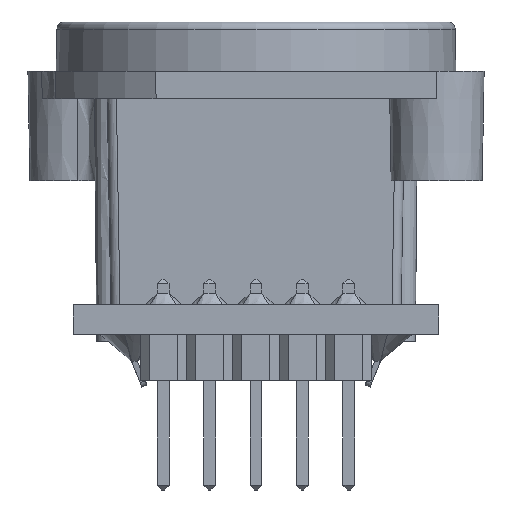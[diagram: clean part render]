
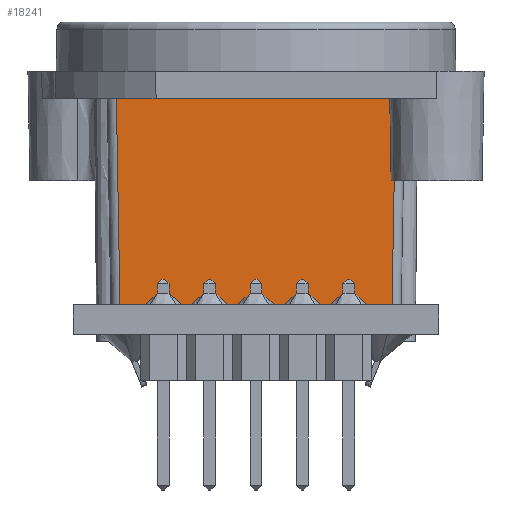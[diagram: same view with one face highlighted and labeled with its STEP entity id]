
A CAD part, front view. The second image highlights one B-rep face of the part: STEP entity #18241.
In plain terms, the highlighted planar face has unit normal (0, -1, -0.018).
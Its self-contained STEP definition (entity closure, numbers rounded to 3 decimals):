
#26=(
BOUNDED_CURVE()
B_SPLINE_CURVE(2,(#30182,#30183,#30184),.UNSPECIFIED.,.F.,.F.)
B_SPLINE_CURVE_WITH_KNOTS((3,3),(0.,0.45),.UNSPECIFIED.)
CURVE()
GEOMETRIC_REPRESENTATION_ITEM()
RATIONAL_B_SPLINE_CURVE((1.,1.,1.))
REPRESENTATION_ITEM('')
);
#27=(
BOUNDED_CURVE()
B_SPLINE_CURVE(2,(#30186,#30187,#30188),.UNSPECIFIED.,.F.,.F.)
B_SPLINE_CURVE_WITH_KNOTS((3,3),(0.029,0.33),
 .UNSPECIFIED.)
CURVE()
GEOMETRIC_REPRESENTATION_ITEM()
RATIONAL_B_SPLINE_CURVE((1.,1.,1.))
REPRESENTATION_ITEM('')
);
#28=(
BOUNDED_CURVE()
B_SPLINE_CURVE(2,(#30191,#30192,#30193),.UNSPECIFIED.,.F.,.F.)
B_SPLINE_CURVE_WITH_KNOTS((3,3),(0.029,0.33),
 .UNSPECIFIED.)
CURVE()
GEOMETRIC_REPRESENTATION_ITEM()
RATIONAL_B_SPLINE_CURVE((1.,1.,1.))
REPRESENTATION_ITEM('')
);
#1467=FACE_OUTER_BOUND('',#2531,.T.);
#2531=EDGE_LOOP('',(#14359,#14360,#14361,#14362,#14363,#14364,#14365,#14366,
#14367,#14368));
#2917=LINE('',#24010,#4940);
#4373=LINE('',#30157,#6396);
#4374=LINE('',#30161,#6397);
#4379=LINE('',#30178,#6402);
#4380=LINE('',#30181,#6403);
#4381=LINE('',#30190,#6404);
#4382=LINE('',#30194,#6405);
#4940=VECTOR('',#19724,14.906);
#6396=VECTOR('',#22642,3.504);
#6397=VECTOR('',#22645,3.308);
#6402=VECTOR('',#22660,6.802);
#6403=VECTOR('',#22663,0.007);
#6404=VECTOR('',#22664,7.795);
#6405=VECTOR('',#22665,11.303);
#6964=VERTEX_POINT('',#24007);
#6965=VERTEX_POINT('',#24009);
#8163=VERTEX_POINT('',#30154);
#8164=VERTEX_POINT('',#30156);
#8165=VERTEX_POINT('',#30158);
#8166=VERTEX_POINT('',#30160);
#8173=VERTEX_POINT('',#30176);
#8174=VERTEX_POINT('',#30180);
#8175=VERTEX_POINT('',#30185);
#8176=VERTEX_POINT('',#30189);
#8539=EDGE_CURVE('',#6965,#6964,#2917,.T.);
#10329=EDGE_CURVE('',#8163,#8164,#4373,.T.);
#10331=EDGE_CURVE('',#8165,#8166,#4374,.T.);
#10340=EDGE_CURVE('',#8173,#6964,#4379,.T.);
#10341=EDGE_CURVE('',#8173,#8174,#4380,.T.);
#10342=EDGE_CURVE('',#8174,#8166,#26,.T.);
#10343=EDGE_CURVE('',#8165,#8175,#27,.T.);
#10344=EDGE_CURVE('',#8176,#8175,#4381,.T.);
#10345=EDGE_CURVE('',#8164,#8176,#28,.T.);
#10346=EDGE_CURVE('',#6965,#8163,#4382,.T.);
#14359=ORIENTED_EDGE('',*,*,#10340,.F.);
#14360=ORIENTED_EDGE('',*,*,#10341,.T.);
#14361=ORIENTED_EDGE('',*,*,#10342,.T.);
#14362=ORIENTED_EDGE('',*,*,#10331,.F.);
#14363=ORIENTED_EDGE('',*,*,#10343,.T.);
#14364=ORIENTED_EDGE('',*,*,#10344,.F.);
#14365=ORIENTED_EDGE('',*,*,#10345,.F.);
#14366=ORIENTED_EDGE('',*,*,#10329,.F.);
#14367=ORIENTED_EDGE('',*,*,#10346,.F.);
#14368=ORIENTED_EDGE('',*,*,#8539,.T.);
#16361=PLANE('',#19324);
#18241=ADVANCED_FACE('',(#1467),#16361,.T.);
#19324=AXIS2_PLACEMENT_3D('',#30179,#22661,#22662);
#19724=DIRECTION('',(1.,0.,0.));
#22642=DIRECTION('',(1.,0.,0.));
#22645=DIRECTION('',(1.,0.,0.));
#22660=DIRECTION('',(-0.017,0.017,-1.));
#22661=DIRECTION('center_axis',(0.,-1.,
-0.017));
#22662=DIRECTION('ref_axis',(-1.,0.,0.));
#22663=DIRECTION('',(-1.,0.,0.));
#22664=DIRECTION('',(1.,0.,0.));
#22665=DIRECTION('',(-0.017,-0.017,1.));
#24007=CARTESIAN_POINT('',(7.453,-8.903,-12.8));
#24009=CARTESIAN_POINT('',(-7.453,-8.903,-12.8));
#24010=CARTESIAN_POINT('',(-8.15,-8.903,-12.8));
#30154=CARTESIAN_POINT('',(-7.65,-9.1,-1.5));
#30156=CARTESIAN_POINT('',(-4.146,-9.1,-1.5));
#30157=CARTESIAN_POINT('',(-4.067,-9.1,-1.5));
#30158=CARTESIAN_POINT('',(4.146,-9.1,-1.5));
#30160=CARTESIAN_POINT('',(7.454,-9.1,-1.5));
#30161=CARTESIAN_POINT('',(-4.067,-9.1,-1.5));
#30176=CARTESIAN_POINT('',(7.572,-9.021,-6.));
#30178=CARTESIAN_POINT('',(7.648,-9.098,-1.633));
#30179=CARTESIAN_POINT('Origin',(-8.15,-9.1,-1.5));
#30180=CARTESIAN_POINT('',(7.565,-9.021,-6.));
#30181=CARTESIAN_POINT('',(0.875,-9.021,-6.));
#30182=CARTESIAN_POINT('Ctrl Pts',(7.565,-9.021,-6.));
#30183=CARTESIAN_POINT('Ctrl Pts',(7.509,-9.06,-3.802));
#30184=CARTESIAN_POINT('Ctrl Pts',(7.454,-9.1,-1.5));
#30185=CARTESIAN_POINT('',(3.897,-9.152,1.5));
#30186=CARTESIAN_POINT('Ctrl Pts',(4.146,-9.1,-1.5));
#30187=CARTESIAN_POINT('Ctrl Pts',(4.022,-9.127,0.046));
#30188=CARTESIAN_POINT('Ctrl Pts',(3.897,-9.152,1.5));
#30189=CARTESIAN_POINT('',(-3.897,-9.152,1.5));
#30190=CARTESIAN_POINT('',(-4.146,-9.152,1.5));
#30191=CARTESIAN_POINT('Ctrl Pts',(-4.146,-9.1,-1.5));
#30192=CARTESIAN_POINT('Ctrl Pts',(-4.022,-9.127,
0.046));
#30193=CARTESIAN_POINT('Ctrl Pts',(-3.897,-9.152,
1.5));
#30194=CARTESIAN_POINT('',(-7.647,-9.097,-1.65));
